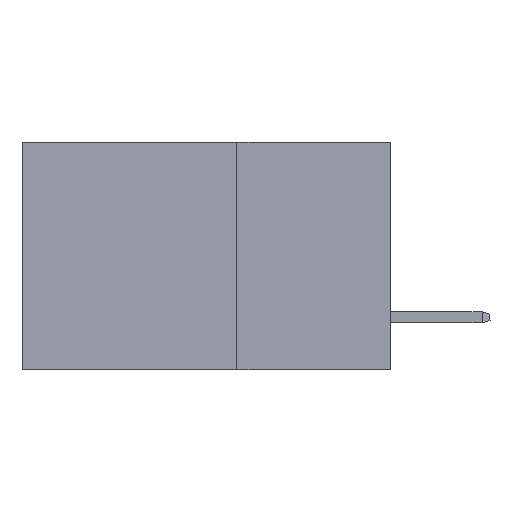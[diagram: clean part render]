
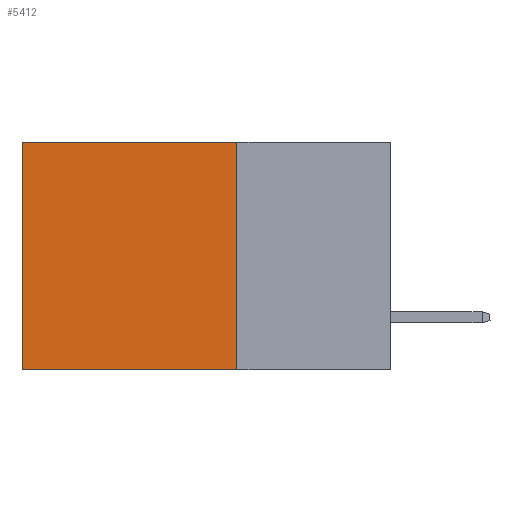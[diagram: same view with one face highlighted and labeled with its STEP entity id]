
A CAD part, left-side view. The second image highlights one B-rep face of the part: STEP entity #5412.
In plain terms, the highlighted planar face has unit normal (-1, 0, 0).
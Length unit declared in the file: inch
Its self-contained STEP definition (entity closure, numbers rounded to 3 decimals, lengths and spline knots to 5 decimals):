
#1207 = EDGE_CURVE ( 'NONE', #11070, #21488, #11943, .T. ) ;
#3436 = DIRECTION ( 'NONE',  ( 0., 0., -1. ) ) ;
#3463 = DIRECTION ( 'NONE',  ( 1., 0., 0. ) ) ;
#3494 = PLANE ( 'NONE',  #19260 ) ;
#3568 = CARTESIAN_POINT ( 'NONE',  ( 0.2875, 0.25, 0. ) ) ;
#3910 = VECTOR ( 'NONE', #5941, 39.37008 ) ;
#4771 = EDGE_CURVE ( 'NONE', #17368, #16650, #12120, .T. ) ;
#5007 = EDGE_CURVE ( 'NONE', #16650, #21488, #11316, .T. ) ;
#5412 = ADVANCED_FACE ( 'NONE', ( #11818 ), #3494, .F. ) ;
#5941 = DIRECTION ( 'NONE',  ( 0., 1., 0. ) ) ;
#5994 = CARTESIAN_POINT ( 'NONE',  ( 0.2875, 0.25, -0.37 ) ) ;
#8262 = EDGE_LOOP ( 'NONE', ( #12041, #12434, #21624, #18988 ) ) ;
#8603 = CARTESIAN_POINT ( 'NONE',  ( 0.2875, 0.25, 0. ) ) ;
#8628 = CARTESIAN_POINT ( 'NONE',  ( 0.2875, 0.6, -0.37 ) ) ;
#8894 = CARTESIAN_POINT ( 'NONE',  ( 0.2875, 0.25, -0.37 ) ) ;
#9318 = DIRECTION ( 'NONE',  ( 0., 0., -1. ) ) ;
#9487 = CARTESIAN_POINT ( 'NONE',  ( 0.2875, 0.6, 0. ) ) ;
#10960 = EDGE_CURVE ( 'NONE', #17368, #11070, #20177, .T. ) ;
#11070 = VERTEX_POINT ( 'NONE', #8894 ) ;
#11316 = LINE ( 'NONE', #9487, #15290 ) ;
#11818 = FACE_OUTER_BOUND ( 'NONE', #8262, .T. ) ;
#11943 = LINE ( 'NONE', #5994, #3910 ) ;
#12041 = ORIENTED_EDGE ( 'NONE', *, *, #5007, .T. ) ;
#12120 = LINE ( 'NONE', #13430, #21143 ) ;
#12434 = ORIENTED_EDGE ( 'NONE', *, *, #1207, .F. ) ;
#13430 = CARTESIAN_POINT ( 'NONE',  ( 0.2875, 0.25, 0. ) ) ;
#13455 = DIRECTION ( 'NONE',  ( 0., 1., 0. ) ) ;
#15290 = VECTOR ( 'NONE', #9318, 39.37008 ) ;
#15705 = VECTOR ( 'NONE', #18763, 39.37008 ) ;
#16650 = VERTEX_POINT ( 'NONE', #18902 ) ;
#17368 = VERTEX_POINT ( 'NONE', #18984 ) ;
#18763 = DIRECTION ( 'NONE',  ( 0., 0., -1. ) ) ;
#18902 = CARTESIAN_POINT ( 'NONE',  ( 0.2875, 0.6, 0. ) ) ;
#18984 = CARTESIAN_POINT ( 'NONE',  ( 0.2875, 0.25, 0. ) ) ;
#18988 = ORIENTED_EDGE ( 'NONE', *, *, #4771, .T. ) ;
#19260 = AXIS2_PLACEMENT_3D ( 'NONE', #3568, #3463, #3436 ) ;
#20177 = LINE ( 'NONE', #8603, #15705 ) ;
#21143 = VECTOR ( 'NONE', #13455, 39.37008 ) ;
#21488 = VERTEX_POINT ( 'NONE', #8628 ) ;
#21624 = ORIENTED_EDGE ( 'NONE', *, *, #10960, .F. ) ;
